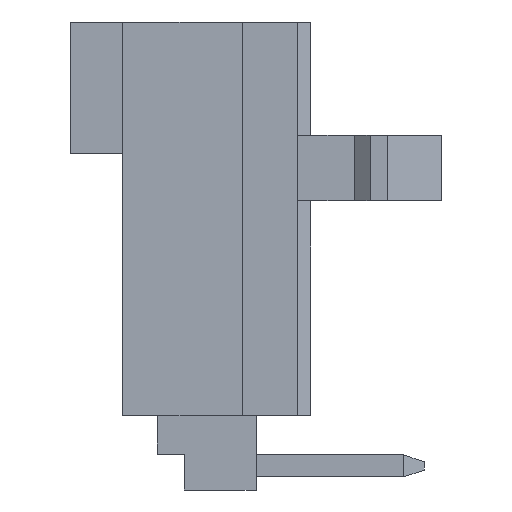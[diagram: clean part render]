
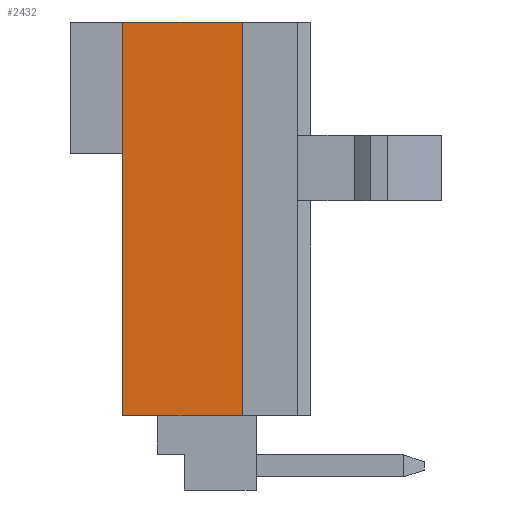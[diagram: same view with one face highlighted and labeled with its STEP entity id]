
A CAD part, left-side view. The second image highlights one B-rep face of the part: STEP entity #2432.
In plain terms, the highlighted planar face has unit normal (-1, 0, 0).
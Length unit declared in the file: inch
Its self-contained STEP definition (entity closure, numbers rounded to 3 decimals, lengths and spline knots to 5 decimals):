
#1=DIRECTION('',(0.,0.,-1.));
#2=VECTOR('',#1,0.45);
#3=CARTESIAN_POINT('',(-0.14515,-0.03701,0.225));
#4=LINE('',#3,#2);
#5=DIRECTION('',(0.,1.,0.));
#6=VECTOR('',#5,0.13701);
#7=CARTESIAN_POINT('',(-0.14515,-0.03701,-0.225));
#8=LINE('',#7,#6);
#9=DIRECTION('',(0.,0.,1.));
#10=VECTOR('',#9,0.45);
#11=CARTESIAN_POINT('',(-0.14515,0.1,-0.225));
#12=LINE('',#11,#10);
#13=DIRECTION('',(0.,-1.,0.));
#14=VECTOR('',#13,0.13701);
#15=CARTESIAN_POINT('',(-0.14515,0.1,0.225));
#16=LINE('',#15,#14);
#1841=CARTESIAN_POINT('',(-0.14515,0.1,-0.225));
#1842=CARTESIAN_POINT('',(-0.14515,0.1,0.225));
#1843=VERTEX_POINT('',#1841);
#1844=VERTEX_POINT('',#1842);
#1993=CARTESIAN_POINT('',(-0.14515,-0.03701,0.225));
#1994=CARTESIAN_POINT('',(-0.14515,-0.03701,-0.225));
#1995=VERTEX_POINT('',#1993);
#1996=VERTEX_POINT('',#1994);
#2417=CARTESIAN_POINT('',(-0.14515,0.,0.));
#2418=DIRECTION('',(1.,0.,0.));
#2419=DIRECTION('',(0.,0.,-1.));
#2420=AXIS2_PLACEMENT_3D('',#2417,#2418,#2419);
#2421=PLANE('',#2420);
#2423=ORIENTED_EDGE('',*,*,#2422,.T.);
#2425=ORIENTED_EDGE('',*,*,#2424,.T.);
#2427=ORIENTED_EDGE('',*,*,#2426,.T.);
#2429=ORIENTED_EDGE('',*,*,#2428,.T.);
#2430=EDGE_LOOP('',(#2423,#2425,#2427,#2429));
#2431=FACE_OUTER_BOUND('',#2430,.F.);
#2432=ADVANCED_FACE('',(#2431),#2421,.F.);
#2422=EDGE_CURVE('',#1995,#1996,#4,.T.);
#2424=EDGE_CURVE('',#1996,#1843,#8,.T.);
#2426=EDGE_CURVE('',#1843,#1844,#12,.T.);
#2428=EDGE_CURVE('',#1844,#1995,#16,.T.);
